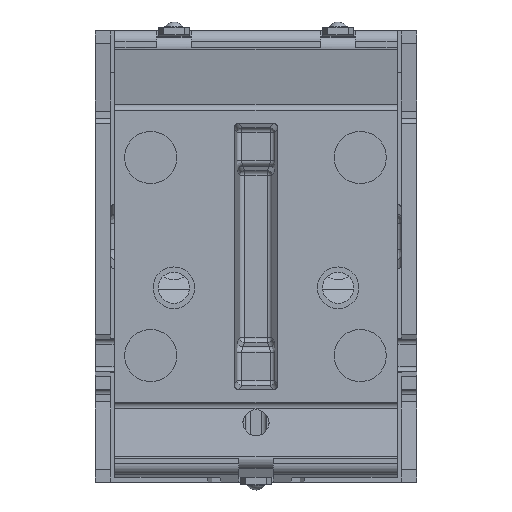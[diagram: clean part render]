
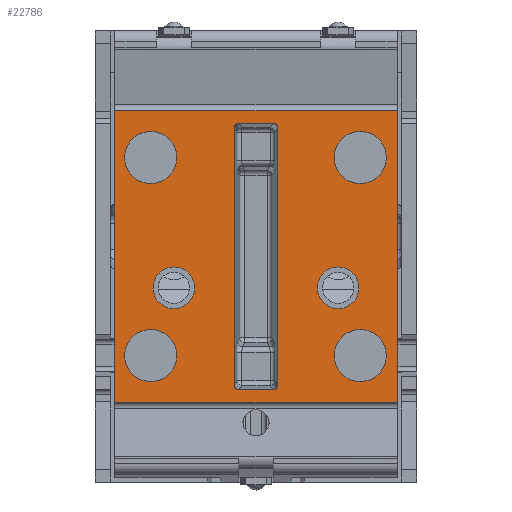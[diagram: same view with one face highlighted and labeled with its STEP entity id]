
A CAD part, front view. The second image highlights one B-rep face of the part: STEP entity #22786.
In plain terms, the highlighted planar face has unit normal (0, -1, 0).
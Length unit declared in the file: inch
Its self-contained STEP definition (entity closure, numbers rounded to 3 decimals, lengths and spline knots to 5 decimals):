
#129=DIRECTION('',(0.,0.,-1.));
#130=VECTOR('',#129,0.28);
#131=CARTESIAN_POINT('',(-0.1355,-0.025,0.14));
#132=LINE('',#131,#130);
#7770=CARTESIAN_POINT('',(0.07875,-0.025,-0.03));
#7771=DIRECTION('',(0.,-1.,0.));
#7772=DIRECTION('',(1.,0.,0.));
#7773=AXIS2_PLACEMENT_3D('',#7770,#7771,#7772);
#7778=CARTESIAN_POINT('',(0.07875,-0.025,-0.03));
#7779=DIRECTION('',(0.,-1.,0.));
#7780=DIRECTION('',(-1.,0.,0.));
#7781=AXIS2_PLACEMENT_3D('',#7778,#7779,#7780);
#7786=CARTESIAN_POINT('',(-0.07875,-0.025,-0.03));
#7787=DIRECTION('',(0.,-1.,0.));
#7788=DIRECTION('',(1.,0.,0.));
#7789=AXIS2_PLACEMENT_3D('',#7786,#7787,#7788);
#7794=CARTESIAN_POINT('',(-0.07875,-0.025,-0.03));
#7795=DIRECTION('',(0.,-1.,0.));
#7796=DIRECTION('',(-1.,0.,0.));
#7797=AXIS2_PLACEMENT_3D('',#7794,#7795,#7796);
#7802=DIRECTION('',(0.,0.,-1.));
#7803=VECTOR('',#7802,0.24601);
#7804=CARTESIAN_POINT('',(0.021,-0.025,0.123));
#7805=LINE('',#7804,#7803);
#7809=DIRECTION('',(1.,0.,0.));
#7810=VECTOR('',#7809,0.03203);
#7811=CARTESIAN_POINT('',(-0.01602,-0.025,0.128));
#7812=LINE('',#7811,#7810);
#7816=DIRECTION('',(0.,0.,-1.));
#7817=VECTOR('',#7816,0.24601);
#7818=CARTESIAN_POINT('',(-0.021,-0.025,0.123));
#7819=LINE('',#7818,#7817);
#7823=DIRECTION('',(1.,0.,0.));
#7824=VECTOR('',#7823,0.03203);
#7825=CARTESIAN_POINT('',(-0.01602,-0.025,-0.128));
#7826=LINE('',#7825,#7824);
#7830=DIRECTION('',(-1.,0.,0.));
#7831=VECTOR('',#7830,0.271);
#7832=CARTESIAN_POINT('',(0.1355,-0.025,0.14));
#7833=LINE('',#7832,#7831);
#7837=DIRECTION('',(-1.,0.,0.));
#7838=VECTOR('',#7837,0.271);
#7839=CARTESIAN_POINT('',(0.1355,-0.025,-0.14));
#7840=LINE('',#7839,#7838);
#7956=CARTESIAN_POINT('',(-0.101,-0.025,-0.095));
#7957=DIRECTION('',(0.,-1.,0.));
#7958=DIRECTION('',(1.,0.,0.));
#7959=AXIS2_PLACEMENT_3D('',#7956,#7957,#7958);
#7964=CARTESIAN_POINT('',(-0.101,-0.025,-0.095));
#7965=DIRECTION('',(0.,-1.,0.));
#7966=DIRECTION('',(-1.,0.,0.));
#7967=AXIS2_PLACEMENT_3D('',#7964,#7965,#7966);
#7972=CARTESIAN_POINT('',(0.1,-0.025,-0.095));
#7973=DIRECTION('',(0.,-1.,0.));
#7974=DIRECTION('',(1.,0.,0.));
#7975=AXIS2_PLACEMENT_3D('',#7972,#7973,#7974);
#7980=CARTESIAN_POINT('',(0.1,-0.025,-0.095));
#7981=DIRECTION('',(0.,-1.,0.));
#7982=DIRECTION('',(-1.,0.,0.));
#7983=AXIS2_PLACEMENT_3D('',#7980,#7981,#7982);
#7988=CARTESIAN_POINT('',(-0.101,-0.025,0.095));
#7989=DIRECTION('',(0.,-1.,0.));
#7990=DIRECTION('',(1.,0.,0.));
#7991=AXIS2_PLACEMENT_3D('',#7988,#7989,#7990);
#7996=CARTESIAN_POINT('',(-0.101,-0.025,0.095));
#7997=DIRECTION('',(0.,-1.,0.));
#7998=DIRECTION('',(-1.,0.,0.));
#7999=AXIS2_PLACEMENT_3D('',#7996,#7997,#7998);
#8004=CARTESIAN_POINT('',(0.1,-0.025,0.095));
#8005=DIRECTION('',(0.,-1.,0.));
#8006=DIRECTION('',(1.,0.,0.));
#8007=AXIS2_PLACEMENT_3D('',#8004,#8005,#8006);
#8012=CARTESIAN_POINT('',(0.1,-0.025,0.095));
#8013=DIRECTION('',(0.,-1.,0.));
#8014=DIRECTION('',(-1.,0.,0.));
#8015=AXIS2_PLACEMENT_3D('',#8012,#8013,#8014);
#10545=DIRECTION('',(0.,0.,-1.));
#10546=VECTOR('',#10545,0.28);
#10547=CARTESIAN_POINT('',(0.1355,-0.025,0.14));
#10548=LINE('',#10547,#10546);
#12391=CARTESIAN_POINT('',(0.01602,-0.025,0.128));
#12392=CARTESIAN_POINT('',(0.01685,-0.025,0.128));
#12393=CARTESIAN_POINT('',(0.01815,-0.025,0.12764));
#12394=CARTESIAN_POINT('',(0.01962,-0.025,0.12661));
#12395=CARTESIAN_POINT('',(0.02064,-0.025,0.12514));
#12396=CARTESIAN_POINT('',(0.021,-0.025,0.12384));
#12397=CARTESIAN_POINT('',(0.021,-0.025,0.123));
#12659=CARTESIAN_POINT('',(0.021,-0.025,-0.123));
#12660=CARTESIAN_POINT('',(0.021,-0.025,-0.12384));
#12661=CARTESIAN_POINT('',(0.02064,-0.025,-0.12514));
#12662=CARTESIAN_POINT('',(0.01962,-0.025,-0.12661));
#12663=CARTESIAN_POINT('',(0.01815,-0.025,-0.12764));
#12664=CARTESIAN_POINT('',(0.01685,-0.025,-0.128));
#12665=CARTESIAN_POINT('',(0.01602,-0.025,-0.128));
#12678=CARTESIAN_POINT('',(-0.01602,-0.025,-0.128));
#12679=CARTESIAN_POINT('',(-0.01685,-0.025,-0.128));
#12680=CARTESIAN_POINT('',(-0.01815,-0.025,-0.12764));
#12681=CARTESIAN_POINT('',(-0.01962,-0.025,-0.12661));
#12682=CARTESIAN_POINT('',(-0.02064,-0.025,-0.12514));
#12683=CARTESIAN_POINT('',(-0.021,-0.025,-0.12384));
#12684=CARTESIAN_POINT('',(-0.021,-0.025,-0.123));
#12770=CARTESIAN_POINT('',(-0.021,-0.025,0.123));
#12771=CARTESIAN_POINT('',(-0.021,-0.025,0.12384));
#12772=CARTESIAN_POINT('',(-0.02064,-0.025,0.12514));
#12773=CARTESIAN_POINT('',(-0.01962,-0.025,0.12661));
#12774=CARTESIAN_POINT('',(-0.01815,-0.025,0.12764));
#12775=CARTESIAN_POINT('',(-0.01685,-0.025,0.128));
#12776=CARTESIAN_POINT('',(-0.01602,-0.025,0.128));
#14470=CARTESIAN_POINT('',(0.09875,-0.025,-0.03));
#14471=CARTESIAN_POINT('',(0.05875,-0.025,-0.03));
#14472=VERTEX_POINT('',#14470);
#14473=VERTEX_POINT('',#14471);
#14474=CARTESIAN_POINT('',(-0.05875,-0.025,-0.03));
#14475=CARTESIAN_POINT('',(-0.09875,-0.025,-0.03));
#14476=VERTEX_POINT('',#14474);
#14477=VERTEX_POINT('',#14475);
#14589=CARTESIAN_POINT('',(0.021,-0.025,0.123));
#14591=VERTEX_POINT('',#14589);
#14593=CARTESIAN_POINT('',(0.01602,-0.025,0.128));
#14595=VERTEX_POINT('',#14593);
#14628=CARTESIAN_POINT('',(0.01602,-0.025,-0.128));
#14629=VERTEX_POINT('',#14628);
#14630=CARTESIAN_POINT('',(0.021,-0.025,-0.123));
#14631=VERTEX_POINT('',#14630);
#14633=CARTESIAN_POINT('',(-0.021,-0.025,-0.123));
#14635=VERTEX_POINT('',#14633);
#14637=CARTESIAN_POINT('',(-0.01602,-0.025,-0.128));
#14639=VERTEX_POINT('',#14637);
#14672=CARTESIAN_POINT('',(-0.01602,-0.025,0.128));
#14673=VERTEX_POINT('',#14672);
#14674=CARTESIAN_POINT('',(-0.021,-0.025,0.123));
#14675=VERTEX_POINT('',#14674);
#14802=CARTESIAN_POINT('',(-0.1355,-0.025,0.14));
#14804=VERTEX_POINT('',#14802);
#14816=CARTESIAN_POINT('',(-0.1355,-0.025,-0.14));
#14817=VERTEX_POINT('',#14816);
#14820=CARTESIAN_POINT('',(0.1355,-0.025,0.14));
#14822=VERTEX_POINT('',#14820);
#14834=CARTESIAN_POINT('',(0.1355,-0.025,-0.14));
#14835=VERTEX_POINT('',#14834);
#15016=CARTESIAN_POINT('',(-0.076,-0.025,-0.095));
#15017=CARTESIAN_POINT('',(-0.126,-0.025,-0.095));
#15018=VERTEX_POINT('',#15016);
#15019=VERTEX_POINT('',#15017);
#15020=CARTESIAN_POINT('',(0.125,-0.025,-0.095));
#15021=CARTESIAN_POINT('',(0.075,-0.025,-0.095));
#15022=VERTEX_POINT('',#15020);
#15023=VERTEX_POINT('',#15021);
#15032=CARTESIAN_POINT('',(-0.076,-0.025,0.095));
#15033=CARTESIAN_POINT('',(-0.126,-0.025,0.095));
#15034=VERTEX_POINT('',#15032);
#15035=VERTEX_POINT('',#15033);
#15036=CARTESIAN_POINT('',(0.125,-0.025,0.095));
#15037=CARTESIAN_POINT('',(0.075,-0.025,0.095));
#15038=VERTEX_POINT('',#15036);
#15039=VERTEX_POINT('',#15037);
#22719=CARTESIAN_POINT('',(-0.1355,-0.025,-0.2165));
#22720=DIRECTION('',(0.,-1.,0.));
#22721=DIRECTION('',(0.,0.,1.));
#22722=AXIS2_PLACEMENT_3D('',#22719,#22720,#22721);
#22723=PLANE('',#22722);
#22725=ORIENTED_EDGE('',*,*,#22724,.F.);
#22727=ORIENTED_EDGE('',*,*,#22726,.T.);
#22728=ORIENTED_EDGE('',*,*,#22711,.T.);
#22729=ORIENTED_EDGE('',*,*,#16666,.F.);
#22730=EDGE_LOOP('',(#22725,#22727,#22728,#22729));
#22731=FACE_OUTER_BOUND('',#22730,.F.);
#22733=ORIENTED_EDGE('',*,*,#22732,.T.);
#22735=ORIENTED_EDGE('',*,*,#22734,.T.);
#22736=EDGE_LOOP('',(#22733,#22735));
#22737=FACE_BOUND('',#22736,.F.);
#22739=ORIENTED_EDGE('',*,*,#22738,.T.);
#22741=ORIENTED_EDGE('',*,*,#22740,.T.);
#22742=EDGE_LOOP('',(#22739,#22741));
#22743=FACE_BOUND('',#22742,.F.);
#22745=ORIENTED_EDGE('',*,*,#22744,.F.);
#22747=ORIENTED_EDGE('',*,*,#22746,.F.);
#22749=ORIENTED_EDGE('',*,*,#22748,.F.);
#22751=ORIENTED_EDGE('',*,*,#22750,.F.);
#22753=ORIENTED_EDGE('',*,*,#22752,.T.);
#22755=ORIENTED_EDGE('',*,*,#22754,.F.);
#22757=ORIENTED_EDGE('',*,*,#22756,.T.);
#22759=ORIENTED_EDGE('',*,*,#22758,.F.);
#22760=EDGE_LOOP('',(#22745,#22747,#22749,#22751,#22753,#22755,#22757,#22759));
#22761=FACE_BOUND('',#22760,.F.);
#22763=ORIENTED_EDGE('',*,*,#22762,.T.);
#22765=ORIENTED_EDGE('',*,*,#22764,.T.);
#22766=EDGE_LOOP('',(#22763,#22765));
#22767=FACE_BOUND('',#22766,.F.);
#22769=ORIENTED_EDGE('',*,*,#22768,.T.);
#22771=ORIENTED_EDGE('',*,*,#22770,.T.);
#22772=EDGE_LOOP('',(#22769,#22771));
#22773=FACE_BOUND('',#22772,.F.);
#22775=ORIENTED_EDGE('',*,*,#22774,.T.);
#22777=ORIENTED_EDGE('',*,*,#22776,.T.);
#22778=EDGE_LOOP('',(#22775,#22777));
#22779=FACE_BOUND('',#22778,.F.);
#22781=ORIENTED_EDGE('',*,*,#22780,.T.);
#22783=ORIENTED_EDGE('',*,*,#22782,.T.);
#22784=EDGE_LOOP('',(#22781,#22783));
#22785=FACE_BOUND('',#22784,.F.);
#7774=CIRCLE('',#7773,0.02);
#7782=CIRCLE('',#7781,0.02);
#7790=CIRCLE('',#7789,0.02);
#7798=CIRCLE('',#7797,0.02);
#7960=CIRCLE('',#7959,0.025);
#7968=CIRCLE('',#7967,0.025);
#7976=CIRCLE('',#7975,0.025);
#7984=CIRCLE('',#7983,0.025);
#7992=CIRCLE('',#7991,0.025);
#8000=CIRCLE('',#7999,0.025);
#8008=CIRCLE('',#8007,0.025);
#8016=CIRCLE('',#8015,0.025);
#12398=B_SPLINE_CURVE_WITH_KNOTS('',3,(#12391,#12392,#12393,#12394,#12395,
#12396,#12397),.UNSPECIFIED.,.F.,.F.,(4,1,1,1,4),(0.,0.25,0.5,0.75,
1.),.UNSPECIFIED.);
#12666=B_SPLINE_CURVE_WITH_KNOTS('',3,(#12659,#12660,#12661,#12662,#12663,
#12664,#12665),.UNSPECIFIED.,.F.,.F.,(4,1,1,1,4),(0.,0.25,0.5,0.75,
1.),.UNSPECIFIED.);
#12685=B_SPLINE_CURVE_WITH_KNOTS('',3,(#12678,#12679,#12680,#12681,#12682,
#12683,#12684),.UNSPECIFIED.,.F.,.F.,(4,1,1,1,4),(0.,0.25,0.5,0.75,
1.),.UNSPECIFIED.);
#12777=B_SPLINE_CURVE_WITH_KNOTS('',3,(#12770,#12771,#12772,#12773,#12774,
#12775,#12776),.UNSPECIFIED.,.F.,.F.,(4,1,1,1,4),(0.,0.25,0.5,0.75,
1.),.UNSPECIFIED.);
#16666=EDGE_CURVE('',#14804,#14817,#132,.T.);
#22711=EDGE_CURVE('',#14835,#14817,#7840,.T.);
#22724=EDGE_CURVE('',#14822,#14804,#7833,.T.);
#22726=EDGE_CURVE('',#14822,#14835,#10548,.T.);
#22732=EDGE_CURVE('',#14472,#14473,#7774,.T.);
#22734=EDGE_CURVE('',#14473,#14472,#7782,.T.);
#22738=EDGE_CURVE('',#14476,#14477,#7790,.T.);
#22740=EDGE_CURVE('',#14477,#14476,#7798,.T.);
#22744=EDGE_CURVE('',#14591,#14631,#7805,.T.);
#22746=EDGE_CURVE('',#14595,#14591,#12398,.T.);
#22748=EDGE_CURVE('',#14673,#14595,#7812,.T.);
#22750=EDGE_CURVE('',#14675,#14673,#12777,.T.);
#22752=EDGE_CURVE('',#14675,#14635,#7819,.T.);
#22754=EDGE_CURVE('',#14639,#14635,#12685,.T.);
#22756=EDGE_CURVE('',#14639,#14629,#7826,.T.);
#22758=EDGE_CURVE('',#14631,#14629,#12666,.T.);
#22762=EDGE_CURVE('',#15018,#15019,#7960,.T.);
#22764=EDGE_CURVE('',#15019,#15018,#7968,.T.);
#22768=EDGE_CURVE('',#15022,#15023,#7976,.T.);
#22770=EDGE_CURVE('',#15023,#15022,#7984,.T.);
#22774=EDGE_CURVE('',#15034,#15035,#7992,.T.);
#22776=EDGE_CURVE('',#15035,#15034,#8000,.T.);
#22780=EDGE_CURVE('',#15038,#15039,#8008,.T.);
#22782=EDGE_CURVE('',#15039,#15038,#8016,.T.);
#22786=ADVANCED_FACE('',(#22731,#22737,#22743,#22761,#22767,#22773,#22779,
#22785),#22723,.T.);
